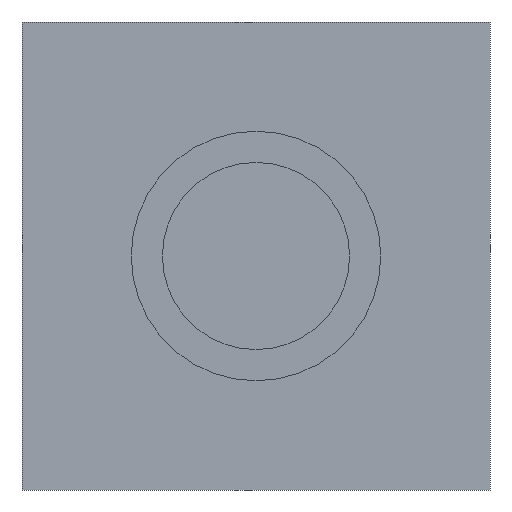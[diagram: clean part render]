
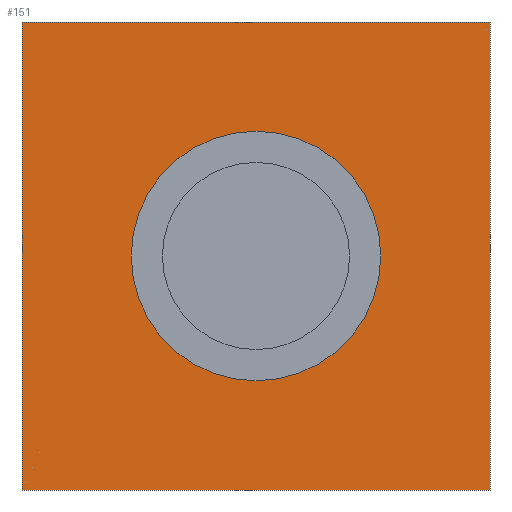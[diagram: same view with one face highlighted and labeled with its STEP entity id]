
A CAD part, front view. The second image highlights one B-rep face of the part: STEP entity #151.
In plain terms, the highlighted planar face has unit normal (0, -1, 0).
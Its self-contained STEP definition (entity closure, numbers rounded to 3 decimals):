
#22=CIRCLE('',#175,4.);
#46=ORIENTED_EDGE('',*,*,#70,.T.);
#47=ORIENTED_EDGE('',*,*,#58,.T.);
#48=ORIENTED_EDGE('',*,*,#62,.T.);
#49=ORIENTED_EDGE('',*,*,#65,.T.);
#50=ORIENTED_EDGE('',*,*,#68,.T.);
#58=EDGE_CURVE('',#74,#75,#86,.T.);
#62=EDGE_CURVE('',#75,#78,#90,.T.);
#65=EDGE_CURVE('',#78,#80,#93,.T.);
#68=EDGE_CURVE('',#80,#74,#96,.T.);
#70=EDGE_CURVE('',#82,#82,#22,.T.);
#74=VERTEX_POINT('',#228);
#75=VERTEX_POINT('',#229);
#78=VERTEX_POINT('',#237);
#80=VERTEX_POINT('',#243);
#82=VERTEX_POINT('',#253);
#86=LINE('',#227,#98);
#90=LINE('',#236,#102);
#93=LINE('',#242,#105);
#96=LINE('',#248,#108);
#98=VECTOR('',#187,1000.);
#102=VECTOR('',#193,1000.);
#105=VECTOR('',#198,1000.);
#108=VECTOR('',#203,1000.);
#115=EDGE_LOOP('',(#46));
#116=EDGE_LOOP('',(#47,#48,#49,#50));
#129=FACE_BOUND('',#115,.T.);
#130=FACE_BOUND('',#116,.T.);
#143=PLANE('',#174);
#151=ADVANCED_FACE('',(#129,#130),#143,.T.);
#174=AXIS2_PLACEMENT_3D('',#251,#207,#208);
#175=AXIS2_PLACEMENT_3D('',#252,#209,#210);
#187=DIRECTION('',(0.,0.,-1.));
#193=DIRECTION('',(1.,0.,0.));
#198=DIRECTION('',(0.,0.,1.));
#203=DIRECTION('',(-1.,0.,0.));
#207=DIRECTION('',(0.,-1.,0.));
#208=DIRECTION('',(0.,0.,-1.));
#209=DIRECTION('',(0.,1.,0.));
#210=DIRECTION('',(1.,0.,0.));
#227=CARTESIAN_POINT('',(-7.5,0.,7.5));
#228=CARTESIAN_POINT('',(-7.5,0.,7.5));
#229=CARTESIAN_POINT('',(-7.5,0.,-7.5));
#236=CARTESIAN_POINT('',(-7.5,0.,-7.5));
#237=CARTESIAN_POINT('',(7.5,0.,-7.5));
#242=CARTESIAN_POINT('',(7.5,0.,-7.5));
#243=CARTESIAN_POINT('',(7.5,0.,7.5));
#248=CARTESIAN_POINT('',(7.5,0.,7.5));
#251=CARTESIAN_POINT('',(0.,0.,0.));
#252=CARTESIAN_POINT('',(0.,0.,0.));
#253=CARTESIAN_POINT('',(4.,0.,0.));
